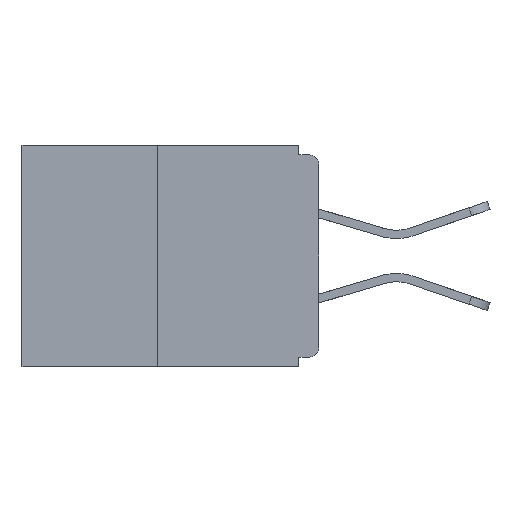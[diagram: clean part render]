
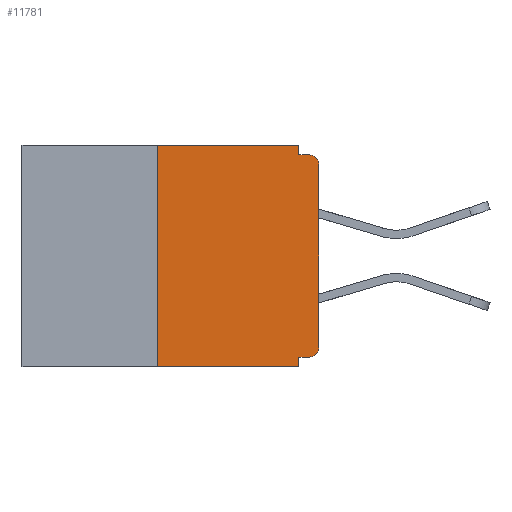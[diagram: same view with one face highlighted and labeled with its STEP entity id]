
A CAD part, left-side view. The second image highlights one B-rep face of the part: STEP entity #11781.
In plain terms, the highlighted planar face has unit normal (-1, 0, 0).
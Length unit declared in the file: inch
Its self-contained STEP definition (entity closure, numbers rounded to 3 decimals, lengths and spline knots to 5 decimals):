
#90 = LINE ( 'NONE', #24492, #19165 ) ;
#177 = LINE ( 'NONE', #22466, #26135 ) ;
#514 = VERTEX_POINT ( 'NONE', #11375 ) ;
#701 = EDGE_CURVE ( 'NONE', #5344, #16740, #177, .T. ) ;
#798 = CARTESIAN_POINT ( 'NONE',  ( 0., 0.46, 0. ) ) ;
#941 = PLANE ( 'NONE',  #15293 ) ;
#1515 = CARTESIAN_POINT ( 'NONE',  ( 0., 0.015, -0.015 ) ) ;
#1860 = EDGE_CURVE ( 'NONE', #24092, #3718, #17442, .T. ) ;
#1940 = CARTESIAN_POINT ( 'NONE',  ( 0., 0., -0.015 ) ) ;
#2189 = ORIENTED_EDGE ( 'NONE', *, *, #16370, .T. ) ;
#2596 = CARTESIAN_POINT ( 'NONE',  ( 0., 0.031, 0. ) ) ;
#3210 = CARTESIAN_POINT ( 'NONE',  ( 0., 0.46, 0. ) ) ;
#3718 = VERTEX_POINT ( 'NONE', #1515 ) ;
#3865 = VECTOR ( 'NONE', #9544, 39.37008 ) ;
#4127 = CARTESIAN_POINT ( 'NONE',  ( 0., 0., -0.328 ) ) ;
#4585 = ORIENTED_EDGE ( 'NONE', *, *, #20234, .F. ) ;
#4725 = VECTOR ( 'NONE', #11811, 39.37008 ) ;
#5344 = VERTEX_POINT ( 'NONE', #20862 ) ;
#5951 = VECTOR ( 'NONE', #25609, 39.37008 ) ;
#6184 = DIRECTION ( 'NONE',  ( -1., 0., 0. ) ) ;
#6268 = EDGE_CURVE ( 'NONE', #514, #16740, #15128, .T. ) ;
#6657 = DIRECTION ( 'NONE',  ( 1., 0., 0. ) ) ;
#7081 = EDGE_CURVE ( 'NONE', #13609, #14645, #17296, .T. ) ;
#7281 = DIRECTION ( 'NONE',  ( 0., 0., -1. ) ) ;
#7877 = ORIENTED_EDGE ( 'NONE', *, *, #19563, .F. ) ;
#8589 = VERTEX_POINT ( 'NONE', #15178 ) ;
#8691 = CARTESIAN_POINT ( 'NONE',  ( 0., 0., -0.313 ) ) ;
#8779 = ORIENTED_EDGE ( 'NONE', *, *, #7081, .F. ) ;
#9121 = VECTOR ( 'NONE', #20418, 39.37008 ) ;
#9544 = DIRECTION ( 'NONE',  ( 0., 0., 1. ) ) ;
#9663 = LINE ( 'NONE', #22234, #3865 ) ;
#11292 = VERTEX_POINT ( 'NONE', #8691 ) ;
#11325 = ORIENTED_EDGE ( 'NONE', *, *, #22720, .F. ) ;
#11375 = CARTESIAN_POINT ( 'NONE',  ( 0., 0.031, -0.328 ) ) ;
#11781 = ADVANCED_FACE ( 'NONE', ( #19070 ), #941, .F. ) ;
#11811 = DIRECTION ( 'NONE',  ( 0., -1., 0. ) ) ;
#12049 = ORIENTED_EDGE ( 'NONE', *, *, #19161, .F. ) ;
#12095 = VERTEX_POINT ( 'NONE', #24772 ) ;
#12868 = ORIENTED_EDGE ( 'NONE', *, *, #1860, .T. ) ;
#13114 = CARTESIAN_POINT ( 'NONE',  ( 0., 0.031, -0.015 ) ) ;
#13609 = VERTEX_POINT ( 'NONE', #18528 ) ;
#14288 = LINE ( 'NONE', #4127, #9121 ) ;
#14645 = VERTEX_POINT ( 'NONE', #13114 ) ;
#15128 = LINE ( 'NONE', #17381, #23315 ) ;
#15178 = CARTESIAN_POINT ( 'NONE',  ( 0., 0.25, 0. ) ) ;
#15293 = AXIS2_PLACEMENT_3D ( 'NONE', #798, #6657, #17218 ) ;
#16370 = EDGE_CURVE ( 'NONE', #12095, #11292, #18872, .T. ) ;
#16740 = VERTEX_POINT ( 'NONE', #18082 ) ;
#16764 = DIRECTION ( 'NONE',  ( 0., 0., -1. ) ) ;
#17218 = DIRECTION ( 'NONE',  ( 0., 0., -1. ) ) ;
#17260 = DIRECTION ( 'NONE',  ( 0., 0., -1. ) ) ;
#17296 = LINE ( 'NONE', #2596, #20309 ) ;
#17381 = CARTESIAN_POINT ( 'NONE',  ( 0., 0.031, -0.343 ) ) ;
#17442 = CIRCLE ( 'NONE', #20851, 0.015 ) ;
#18082 = CARTESIAN_POINT ( 'NONE',  ( 0., 0.031, -0.343 ) ) ;
#18145 = ORIENTED_EDGE ( 'NONE', *, *, #21125, .T. ) ;
#18301 = ORIENTED_EDGE ( 'NONE', *, *, #701, .T. ) ;
#18438 = AXIS2_PLACEMENT_3D ( 'NONE', #24462, #6184, #20351 ) ;
#18528 = CARTESIAN_POINT ( 'NONE',  ( 0., 0.031, 0. ) ) ;
#18872 = CIRCLE ( 'NONE', #18438, 0.015 ) ;
#19070 = FACE_OUTER_BOUND ( 'NONE', #20493, .T. ) ;
#19161 = EDGE_CURVE ( 'NONE', #12095, #514, #14288, .T. ) ;
#19165 = VECTOR ( 'NONE', #22654, 39.37008 ) ;
#19563 = EDGE_CURVE ( 'NONE', #5344, #8589, #90, .T. ) ;
#20234 = EDGE_CURVE ( 'NONE', #8589, #13609, #23371, .T. ) ;
#20243 = LINE ( 'NONE', #1940, #4725 ) ;
#20309 = VECTOR ( 'NONE', #16764, 39.37008 ) ;
#20351 = DIRECTION ( 'NONE',  ( 0., 0., -1. ) ) ;
#20418 = DIRECTION ( 'NONE',  ( 0., 1., 0. ) ) ;
#20493 = EDGE_LOOP ( 'NONE', ( #4585, #7877, #18301, #24568, #12049, #2189, #18145, #12868, #11325, #8779 ) ) ;
#20851 = AXIS2_PLACEMENT_3D ( 'NONE', #21310, #25419, #7281 ) ;
#20862 = CARTESIAN_POINT ( 'NONE',  ( 0., 0.25, -0.343 ) ) ;
#21125 = EDGE_CURVE ( 'NONE', #11292, #24092, #9663, .T. ) ;
#21310 = CARTESIAN_POINT ( 'NONE',  ( 0., 0.015, -0.03 ) ) ;
#22207 = DIRECTION ( 'NONE',  ( 0., -1., 0. ) ) ;
#22234 = CARTESIAN_POINT ( 'NONE',  ( 0., 0., 0. ) ) ;
#22466 = CARTESIAN_POINT ( 'NONE',  ( 0., 0.46, -0.343 ) ) ;
#22654 = DIRECTION ( 'NONE',  ( 0., 0., 1. ) ) ;
#22720 = EDGE_CURVE ( 'NONE', #14645, #3718, #20243, .T. ) ;
#22905 = CARTESIAN_POINT ( 'NONE',  ( 0., 0., -0.03 ) ) ;
#23315 = VECTOR ( 'NONE', #17260, 39.37008 ) ;
#23371 = LINE ( 'NONE', #3210, #5951 ) ;
#24092 = VERTEX_POINT ( 'NONE', #22905 ) ;
#24462 = CARTESIAN_POINT ( 'NONE',  ( 0., 0.015, -0.313 ) ) ;
#24492 = CARTESIAN_POINT ( 'NONE',  ( 0., 0.25, 0. ) ) ;
#24568 = ORIENTED_EDGE ( 'NONE', *, *, #6268, .F. ) ;
#24772 = CARTESIAN_POINT ( 'NONE',  ( 0., 0.015, -0.328 ) ) ;
#25419 = DIRECTION ( 'NONE',  ( -1., 0., 0. ) ) ;
#25609 = DIRECTION ( 'NONE',  ( 0., -1., 0. ) ) ;
#26135 = VECTOR ( 'NONE', #22207, 39.37008 ) ;
